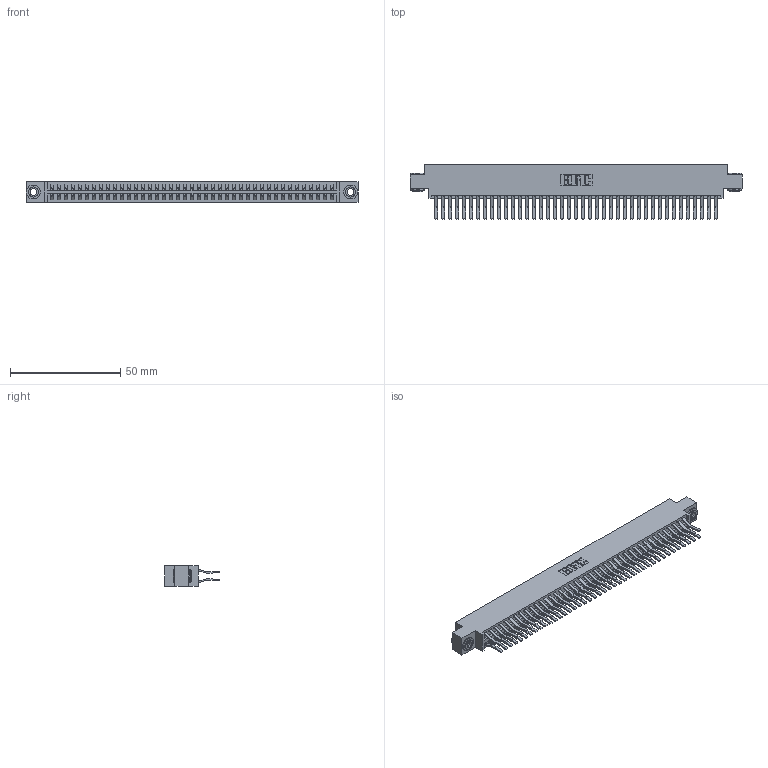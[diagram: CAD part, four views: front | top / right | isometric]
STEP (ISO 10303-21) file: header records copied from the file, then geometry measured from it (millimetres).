
FILE_DESCRIPTION (( 'STEP AP203' ), '1' );
FILE_NAME ('346-082-560-803.STEP', '2018-08-29T10:30:36', ( '' ), ( '' ), 'SwSTEP 2.0', 'SolidWorks 2016', '' );
FILE_SCHEMA (( 'CONFIG_CONTROL_DESIGN' ));
Length unit declared in the file: inch
Products named in the file (4): 346 Part_0.170 Offset - 0.156 Dia-TH; 345-292-001_560 Tail; 345-250-002_345-250-002-102; 346-082-560-803
Assembly tree (85 placements, depth 2):
  346-082-560-803
    346 Part_0.170 Offset - 0.156 Dia-TH
    345-292-001_560 Tail  x82
    345-250-002_345-250-002-102  x2
Bounding box: 150.75 x 24.78 x 9.4 mm (x, y, z)
Volume: 15094.4 mm3; surface area: 22560.3 mm2
Topology: 85 solids, 85 shells, 4592 faces, 13619 edges, 8966 vertices
Faces by surface type: plane 2960, cylinder 1624, cone 8
Entity records: 27762 total; most frequent: CARTESIAN_POINT 4555, ORIENTED_EDGE 4482, DIRECTION 4099, EDGE_CURVE 2241, LINE 1917, VECTOR 1917, VERTEX_POINT 1490, AXIS2_PLACEMENT_3D 1091
